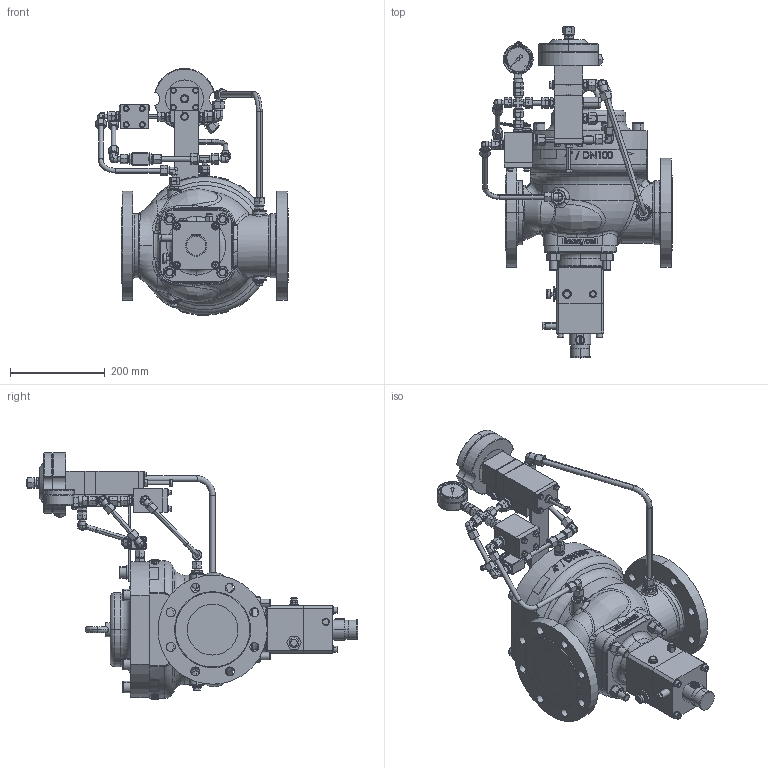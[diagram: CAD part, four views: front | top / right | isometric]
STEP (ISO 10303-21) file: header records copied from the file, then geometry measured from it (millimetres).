
FILE_DESCRIPTION (( 'STEP AP214' ), '1' );
FILE_NAME ('HON5020SSV_DN100_class600_HON630-1(mbar).STEP', '2019-09-30T09:47:21', ( '' ), ( '' ), 'SwSTEP 2.0', 'SolidWorks 2017', '' );
FILE_SCHEMA (( 'AUTOMOTIVE_DESIGN' ));
Length unit declared in the file: millimetre
Products named in the file (1): HON5020SSV_DN100_class600_HON630-1(mbar)
Bounding box: 405.21 x 698.78 x 520.13 mm (x, y, z)
Volume: 19661912.1 mm3; surface area: 1016561.8 mm2
Topology: 90 solids, 90 shells, 3927 faces, 9064 edges, 5524 vertices
Faces by surface type: plane 1521, cone 873, cylinder 787, bspline 449, torus 257, sphere 40
Entity records: 250817 total; most frequent: CARTESIAN_POINT 152697, ORIENTED_EDGE 18020, DIRECTION 16619, EDGE_CURVE 9010, AXIS2_PLACEMENT_3D 6607, VERTEX_POINT 5522, EDGE_LOOP 4224, FACE_OUTER_BOUND 3927
